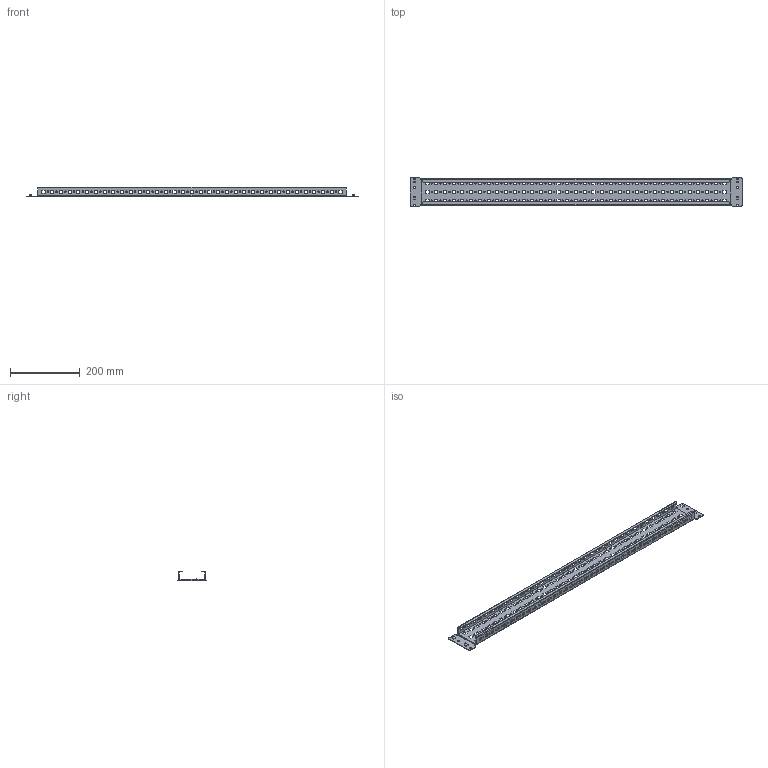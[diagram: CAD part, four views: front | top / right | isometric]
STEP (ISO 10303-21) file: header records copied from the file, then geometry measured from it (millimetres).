
FILE_DESCRIPTION (( 'STEP AP203' ), '1' );
FILE_NAME ('AC00C423quest.step', '2011-03-18T07:33:09', ( 'User' ), ( 'DKC' ), 'SwSTEP 2.0', 'SolidWorks 2011', '' );
FILE_SCHEMA (( 'CONFIG_CONTROL_DESIGN' ));
Length unit declared in the file: millimetre
Products named in the file (1): AC00C423quest
Bounding box: 950.02 x 85 x 27 mm (x, y, z)
Volume: 163217.4 mm3; surface area: 234224.3 mm2
Topology: 1 solids, 1 shells, 1306 faces, 3760 edges, 2456 vertices
Faces by surface type: plane 874, cylinder 432
Entity records: 44049 total; most frequent: CARTESIAN_POINT 7523, ORIENTED_EDGE 7520, DIRECTION 7246, EDGE_CURVE 3760, LINE 2888, VECTOR 2888, VERTEX_POINT 2456, AXIS2_PLACEMENT_3D 2179
